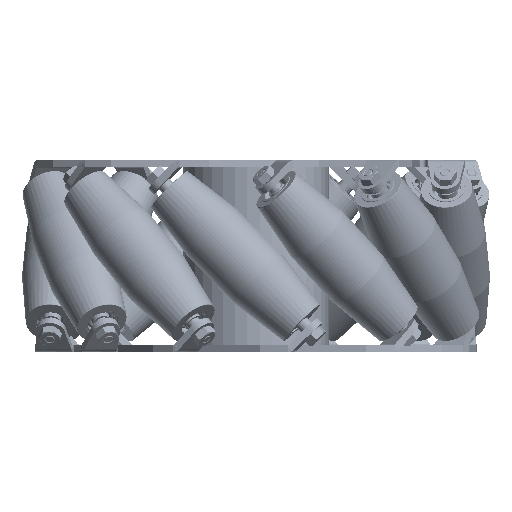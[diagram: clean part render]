
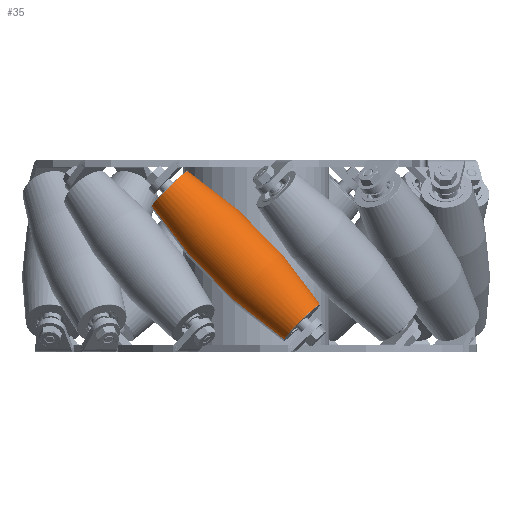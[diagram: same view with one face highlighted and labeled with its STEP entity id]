
A CAD part, left-side view. The second image highlights one B-rep face of the part: STEP entity #35.
In plain terms, the highlighted toroidal (fillet/blend) face has major radius 121.575 mm and minor radius 131.3 mm.
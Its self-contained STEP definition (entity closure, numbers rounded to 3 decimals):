
#35 = ADVANCED_FACE ( 'NONE', ( #19302 ), #5890, .T. ) ;
#190 = ORIENTED_EDGE ( 'NONE', *, *, #13211, .F. ) ;
#553 = CARTESIAN_POINT ( 'NONE',  ( 0., 0., 25.92 ) ) ;
#943 = CIRCLE ( 'NONE', #14834, 131.3 ) ;
#1242 = CARTESIAN_POINT ( 'NONE',  ( -121.575, 0., 0. ) ) ;
#1620 = VERTEX_POINT ( 'NONE', #2280 ) ;
#1745 = AXIS2_PLACEMENT_3D ( 'NONE', #553, #2549, #9732 ) ;
#1752 = AXIS2_PLACEMENT_3D ( 'NONE', #8535, #21406, #10414 ) ;
#1934 = ORIENTED_EDGE ( 'NONE', *, *, #13386, .T. ) ;
#2280 = CARTESIAN_POINT ( 'NONE',  ( -7.141, 0., -25.92 ) ) ;
#2549 = DIRECTION ( 'NONE',  ( 0., 0., -1. ) ) ;
#3045 = EDGE_CURVE ( 'NONE', #4835, #13066, #22737, .T. ) ;
#4707 = CIRCLE ( 'NONE', #7724, 7.141 ) ;
#4726 = VERTEX_POINT ( 'NONE', #19550 ) ;
#4835 = VERTEX_POINT ( 'NONE', #9128 ) ;
#4995 = AXIS2_PLACEMENT_3D ( 'NONE', #7616, #22033, #7735 ) ;
#5294 = EDGE_LOOP ( 'NONE', ( #190, #8446, #17586, #1934 ) ) ;
#5890 = TOROIDAL_SURFACE ( 'NONE', #1752, -121.575, 131.3 ) ;
#7616 = CARTESIAN_POINT ( 'NONE',  ( 121.575, 0., 0. ) ) ;
#7724 = AXIS2_PLACEMENT_3D ( 'NONE', #16281, #19549, #19435 ) ;
#7735 = DIRECTION ( 'NONE',  ( 0., 0., -1. ) ) ;
#7864 = CARTESIAN_POINT ( 'NONE',  ( -7.141, 0., 25.92 ) ) ;
#8446 = ORIENTED_EDGE ( 'NONE', *, *, #3045, .T. ) ;
#8535 = CARTESIAN_POINT ( 'NONE',  ( 0., 0., 0. ) ) ;
#9128 = CARTESIAN_POINT ( 'NONE',  ( 7.141, 0., 25.92 ) ) ;
#9732 = DIRECTION ( 'NONE',  ( -1., 0., 0. ) ) ;
#10414 = DIRECTION ( 'NONE',  ( -1., 0., 0. ) ) ;
#13066 = VERTEX_POINT ( 'NONE', #7864 ) ;
#13211 = EDGE_CURVE ( 'NONE', #4835, #4726, #943, .T. ) ;
#13386 = EDGE_CURVE ( 'NONE', #1620, #4726, #4707, .T. ) ;
#13830 = DIRECTION ( 'NONE',  ( 0., 1., 0. ) ) ;
#14834 = AXIS2_PLACEMENT_3D ( 'NONE', #1242, #13830, #19205 ) ;
#15122 = CIRCLE ( 'NONE', #4995, 131.3 ) ;
#16281 = CARTESIAN_POINT ( 'NONE',  ( 0., 0., -25.92 ) ) ;
#16733 = EDGE_CURVE ( 'NONE', #13066, #1620, #15122, .T. ) ;
#17586 = ORIENTED_EDGE ( 'NONE', *, *, #16733, .T. ) ;
#19205 = DIRECTION ( 'NONE',  ( -1., 0., 0. ) ) ;
#19302 = FACE_OUTER_BOUND ( 'NONE', #5294, .T. ) ;
#19435 = DIRECTION ( 'NONE',  ( 1., 0., 0. ) ) ;
#19549 = DIRECTION ( 'NONE',  ( 0., 0., 1. ) ) ;
#19550 = CARTESIAN_POINT ( 'NONE',  ( 7.141, 0., -25.92 ) ) ;
#21406 = DIRECTION ( 'NONE',  ( 0., 0., -1. ) ) ;
#22033 = DIRECTION ( 'NONE',  ( 0., -1., 0. ) ) ;
#22737 = CIRCLE ( 'NONE', #1745, 7.141 ) ;
